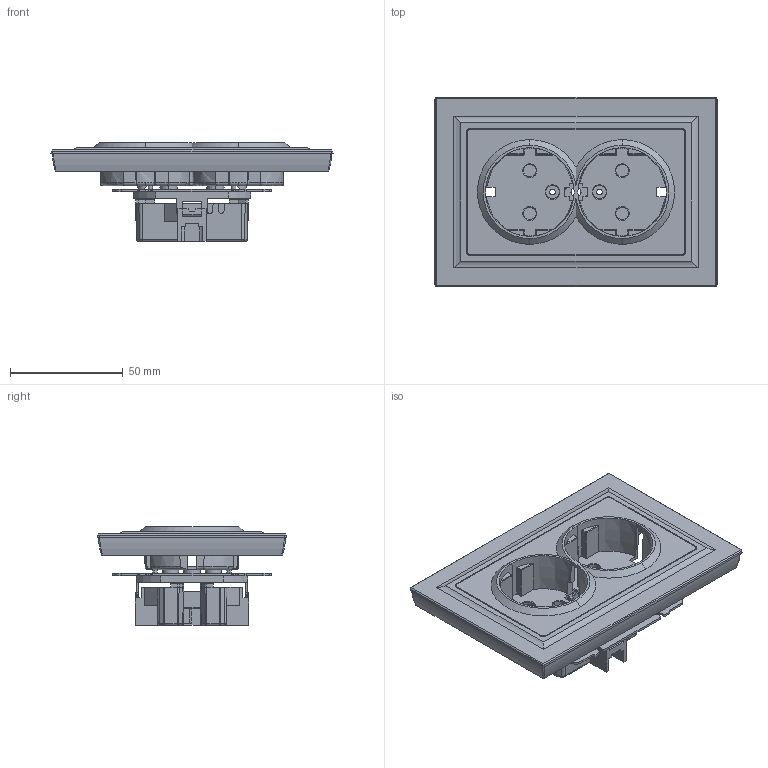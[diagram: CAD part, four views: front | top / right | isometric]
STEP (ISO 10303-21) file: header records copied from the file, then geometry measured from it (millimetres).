
FILE_DESCRIPTION (( 'STEP AP203' ), '1' );
FILE_NAME ('BRITE Ðîç 2-ÿ ñ ç_ê áåç ç_ø ïë 16À â ñá ÐÑÏë12-3-Áð.STEP', '2024-12-19T13:32:04', ( '' ), ( '' ), 'SwSTEP 2.0', 'SolidWorks 2022', '' );
FILE_SCHEMA (( 'CONFIG_CONTROL_DESIGN' ));
Length unit declared in the file: millimetre
Products named in the file (1): BRITE Роз 2-я с з_к без з_ш пл 16А в сб РСПл12-3-Бр
Bounding box: 125.1 x 84.1 x 43.9 mm (x, y, z)
Volume: 45677.3 mm3; surface area: 68899 mm2
Topology: 4 solids, 4 shells, 1390 faces, 3932 edges, 2547 vertices
Faces by surface type: plane 917, cylinder 269, cone 88, bspline 58, torus 42, sphere 16
Entity records: 48006 total; most frequent: CARTESIAN_POINT 12636, ORIENTED_EDGE 7864, DIRECTION 6721, EDGE_CURVE 3932, VECTOR 2845, LINE 2845, VERTEX_POINT 2547, AXIS2_PLACEMENT_3D 1938
